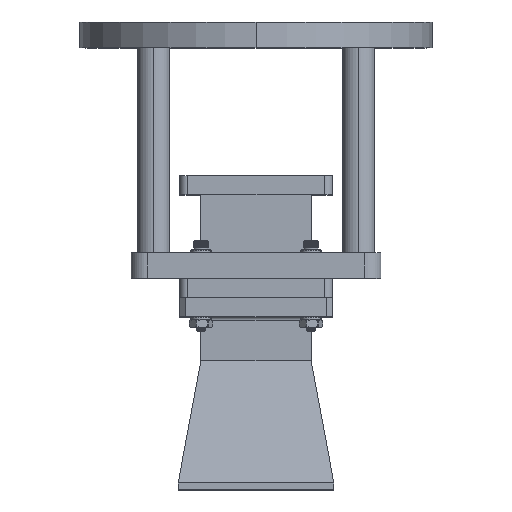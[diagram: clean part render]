
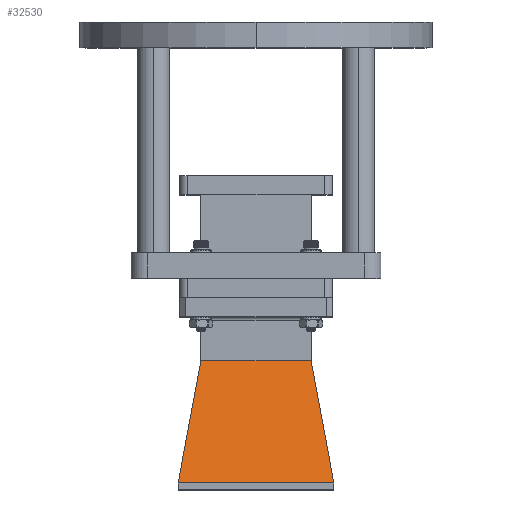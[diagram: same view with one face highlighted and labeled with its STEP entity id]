
A CAD part, top view. The second image highlights one B-rep face of the part: STEP entity #32530.
In plain terms, the highlighted face is planar.
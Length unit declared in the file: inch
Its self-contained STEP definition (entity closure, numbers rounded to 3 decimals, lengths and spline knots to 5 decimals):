
#78 = VECTOR ( 'NONE', #1126, 39.37008 ) ;
#633 = EDGE_CURVE ( 'NONE', #13852, #18730, #12013, .T. ) ;
#779 = LINE ( 'NONE', #27526, #78 ) ;
#1048 = EDGE_CURVE ( 'NONE', #14170, #26583, #2891, .T. ) ;
#1126 = DIRECTION ( 'NONE',  ( 0.267, 0., -0.964 ) ) ;
#1945 = DIRECTION ( 'NONE',  ( 0., -1., 0. ) ) ;
#2891 = LINE ( 'NONE', #11575, #13393 ) ;
#3147 = LINE ( 'NONE', #11843, #27592 ) ;
#3307 = ORIENTED_EDGE ( 'NONE', *, *, #24687, .T. ) ;
#3540 = DIRECTION ( 'NONE',  ( 0., 1., 0. ) ) ;
#5151 = ORIENTED_EDGE ( 'NONE', *, *, #633, .T. ) ;
#6138 = VECTOR ( 'NONE', #14974, 39.37008 ) ;
#6491 = EDGE_CURVE ( 'NONE', #15461, #13852, #10718, .T. ) ;
#7685 = CARTESIAN_POINT ( 'NONE',  ( -0.77758, 0.95317, 3.43332 ) ) ;
#7834 = PLANE ( 'NONE',  #29606 ) ;
#7916 = CARTESIAN_POINT ( 'NONE',  ( -0.78338, 0.95317, 3.4542 ) ) ;
#7954 = CARTESIAN_POINT ( 'NONE',  ( -0.36661, 0.67911, 1.95243 ) ) ;
#8291 = DIRECTION ( 'NONE',  ( -0.263, -0.176, 0.949 ) ) ;
#9404 = CARTESIAN_POINT ( 'NONE',  ( -0.36806, -0.67911, 1.95765 ) ) ;
#9424 = CARTESIAN_POINT ( 'NONE',  ( -0.77758, -0.95317, 3.43332 ) ) ;
#9945 = CARTESIAN_POINT ( 'NONE',  ( -0.36661, 0.561, 1.95243 ) ) ;
#10718 = LINE ( 'NONE', #32057, #21324 ) ;
#10812 = VERTEX_POINT ( 'NONE', #7954 ) ;
#11123 = VECTOR ( 'NONE', #27377, 39.37008 ) ;
#11553 = VECTOR ( 'NONE', #1945, 39.37008 ) ;
#11575 = CARTESIAN_POINT ( 'NONE',  ( -0.36806, 0.67911, 1.95765 ) ) ;
#11843 = CARTESIAN_POINT ( 'NONE',  ( -0.78338, 0.95317, 3.4542 ) ) ;
#11988 = CARTESIAN_POINT ( 'NONE',  ( -0.36806, 0.67911, 1.95765 ) ) ;
#12013 = LINE ( 'NONE', #9424, #6138 ) ;
#12376 = VERTEX_POINT ( 'NONE', #19605 ) ;
#12876 = CARTESIAN_POINT ( 'NONE',  ( -0.77758, -0.95317, 3.43332 ) ) ;
#13393 = VECTOR ( 'NONE', #18855, 39.37008 ) ;
#13470 = EDGE_CURVE ( 'NONE', #30482, #26583, #3147, .T. ) ;
#13852 = VERTEX_POINT ( 'NONE', #12876 ) ;
#14170 = VERTEX_POINT ( 'NONE', #11988 ) ;
#14962 = EDGE_CURVE ( 'NONE', #10812, #12376, #20518, .T. ) ;
#14974 = DIRECTION ( 'NONE',  ( -0.267, 0., 0.964 ) ) ;
#15461 = VERTEX_POINT ( 'NONE', #9404 ) ;
#15659 = ORIENTED_EDGE ( 'NONE', *, *, #14962, .T. ) ;
#15710 = EDGE_LOOP ( 'NONE', ( #26313, #24219, #3307, #15659, #22792, #21751, #5151, #23176 ) ) ;
#17590 = CARTESIAN_POINT ( 'NONE',  ( -0.78338, -0.95317, 3.4542 ) ) ;
#18245 = DIRECTION ( 'NONE',  ( 0.964, 0., 0.267 ) ) ;
#18730 = VERTEX_POINT ( 'NONE', #17590 ) ;
#18855 = DIRECTION ( 'NONE',  ( -0.263, 0.176, 0.949 ) ) ;
#19605 = CARTESIAN_POINT ( 'NONE',  ( -0.36661, -0.67911, 1.95243 ) ) ;
#20518 = LINE ( 'NONE', #9945, #11553 ) ;
#21324 = VECTOR ( 'NONE', #8291, 39.37008 ) ;
#21417 = LINE ( 'NONE', #26652, #30983 ) ;
#21751 = ORIENTED_EDGE ( 'NONE', *, *, #6491, .T. ) ;
#22430 = DIRECTION ( 'NONE',  ( 0.267, 0., -0.964 ) ) ;
#22473 = EDGE_CURVE ( 'NONE', #18730, #30482, #21417, .T. ) ;
#22792 = ORIENTED_EDGE ( 'NONE', *, *, #29737, .F. ) ;
#23176 = ORIENTED_EDGE ( 'NONE', *, *, #22473, .T. ) ;
#24219 = ORIENTED_EDGE ( 'NONE', *, *, #1048, .F. ) ;
#24687 = EDGE_CURVE ( 'NONE', #14170, #10812, #32928, .T. ) ;
#26313 = ORIENTED_EDGE ( 'NONE', *, *, #13470, .T. ) ;
#26583 = VERTEX_POINT ( 'NONE', #7685 ) ;
#26652 = CARTESIAN_POINT ( 'NONE',  ( -0.78338, -0.97286, 3.4542 ) ) ;
#26925 = DIRECTION ( 'NONE',  ( 0.267, 0., -0.964 ) ) ;
#27377 = DIRECTION ( 'NONE',  ( 0.267, 0., -0.964 ) ) ;
#27526 = CARTESIAN_POINT ( 'NONE',  ( 0.16269, -0.67911, 0.04515 ) ) ;
#27592 = VECTOR ( 'NONE', #22430, 39.37008 ) ;
#29606 = AXIS2_PLACEMENT_3D ( 'NONE', #32299, #18245, #26925 ) ;
#29737 = EDGE_CURVE ( 'NONE', #15461, #12376, #779, .T. ) ;
#30313 = CARTESIAN_POINT ( 'NONE',  ( -0.36806, 0.67911, 1.95765 ) ) ;
#30482 = VERTEX_POINT ( 'NONE', #7916 ) ;
#30983 = VECTOR ( 'NONE', #3540, 39.37008 ) ;
#31947 = FACE_OUTER_BOUND ( 'NONE', #15710, .T. ) ;
#32057 = CARTESIAN_POINT ( 'NONE',  ( -0.36806, -0.67911, 1.95765 ) ) ;
#32299 = CARTESIAN_POINT ( 'NONE',  ( 0.16269, 0., 0.04515 ) ) ;
#32530 = ADVANCED_FACE ( 'NONE', ( #31947 ), #7834, .F. ) ;
#32928 = LINE ( 'NONE', #30313, #11123 ) ;
